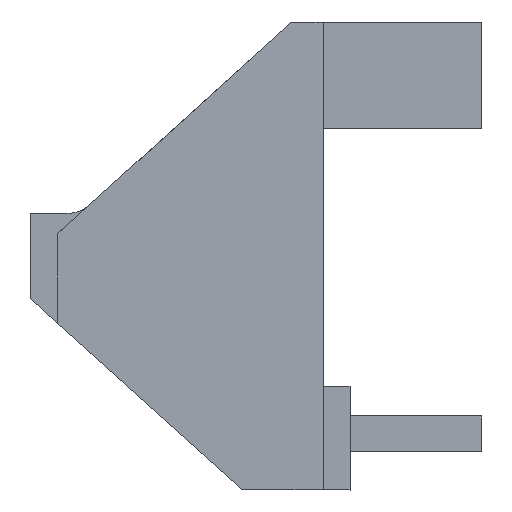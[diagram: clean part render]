
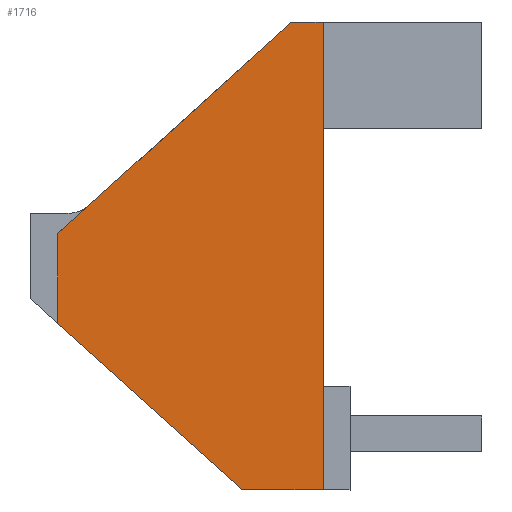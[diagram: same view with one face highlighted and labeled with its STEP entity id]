
A CAD part, front view. The second image highlights one B-rep face of the part: STEP entity #1716.
In plain terms, the highlighted planar face has unit normal (0, -1, 0).
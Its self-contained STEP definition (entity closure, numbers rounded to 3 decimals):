
#27 = VERTEX_POINT ( 'NONE', #1859 ) ;
#121 = LINE ( 'NONE', #1711, #2266 ) ;
#125 = ORIENTED_EDGE ( 'NONE', *, *, #1116, .T. ) ;
#166 = CARTESIAN_POINT ( 'NONE',  ( -162.118, -137.716, 8.9 ) ) ;
#214 = DIRECTION ( 'NONE',  ( 0., 0., 1. ) ) ;
#245 = VERTEX_POINT ( 'NONE', #166 ) ;
#289 = LINE ( 'NONE', #836, #2281 ) ;
#341 = VECTOR ( 'NONE', #2265, 1000. ) ;
#350 = ORIENTED_EDGE ( 'NONE', *, *, #2580, .T. ) ;
#383 = FACE_OUTER_BOUND ( 'NONE', #2257, .T. ) ;
#419 = EDGE_CURVE ( 'NONE', #245, #1151, #837, .T. ) ;
#422 = CARTESIAN_POINT ( 'NONE',  ( -167.297, -137.716, 13.563 ) ) ;
#434 = DIRECTION ( 'NONE',  ( 0., 0., 1. ) ) ;
#491 = ORIENTED_EDGE ( 'NONE', *, *, #1351, .F. ) ;
#567 = PLANE ( 'NONE',  #1760 ) ;
#836 = CARTESIAN_POINT ( 'NONE',  ( -159.868, -137.716, 15.662 ) ) ;
#837 = LINE ( 'NONE', #1249, #341 ) ;
#886 = EDGE_CURVE ( 'NONE', #1433, #1400, #121, .T. ) ;
#968 = VECTOR ( 'NONE', #214, 1000. ) ;
#1076 = DIRECTION ( 'NONE',  ( -0.741, 0., -0.671 ) ) ;
#1116 = EDGE_CURVE ( 'NONE', #1151, #1433, #289, .T. ) ;
#1151 = VERTEX_POINT ( 'NONE', #2448 ) ;
#1155 = CARTESIAN_POINT ( 'NONE',  ( -167.297, -137.716, 13.563 ) ) ;
#1187 = EDGE_CURVE ( 'NONE', #1400, #27, #1234, .T. ) ;
#1225 = DIRECTION ( 'NONE',  ( 0.743, 0., -0.669 ) ) ;
#1234 = LINE ( 'NONE', #2036, #2372 ) ;
#1249 = CARTESIAN_POINT ( 'NONE',  ( -160.882, -137.716, 8.9 ) ) ;
#1344 = VERTEX_POINT ( 'NONE', #1155 ) ;
#1351 = EDGE_CURVE ( 'NONE', #1344, #27, #1995, .T. ) ;
#1400 = VERTEX_POINT ( 'NONE', #2218 ) ;
#1433 = VERTEX_POINT ( 'NONE', #1781 ) ;
#1536 = VECTOR ( 'NONE', #1225, 1000. ) ;
#1554 = ORIENTED_EDGE ( 'NONE', *, *, #886, .T. ) ;
#1620 = CARTESIAN_POINT ( 'NONE',  ( -167.297, -137.716, 14.887 ) ) ;
#1699 = DIRECTION ( 'NONE',  ( 0., 0., -1. ) ) ;
#1711 = CARTESIAN_POINT ( 'NONE',  ( -160.096, -137.716, 21.997 ) ) ;
#1716 = ADVANCED_FACE ( 'NONE', ( #383 ), #567, .T. ) ;
#1760 = AXIS2_PLACEMENT_3D ( 'NONE', #2312, #2400, #1699 ) ;
#1781 = CARTESIAN_POINT ( 'NONE',  ( -159.868, -137.716, 21.997 ) ) ;
#1815 = ORIENTED_EDGE ( 'NONE', *, *, #1187, .T. ) ;
#1859 = CARTESIAN_POINT ( 'NONE',  ( -167.297, -137.716, 16.073 ) ) ;
#1995 = LINE ( 'NONE', #1620, #968 ) ;
#2036 = CARTESIAN_POINT ( 'NONE',  ( -160.751, -137.716, 21.997 ) ) ;
#2197 = LINE ( 'NONE', #422, #1536 ) ;
#2218 = CARTESIAN_POINT ( 'NONE',  ( -160.751, -137.716, 21.997 ) ) ;
#2257 = EDGE_LOOP ( 'NONE', ( #350, #2440, #125, #1554, #1815, #491 ) ) ;
#2265 = DIRECTION ( 'NONE',  ( 1., 0., 0. ) ) ;
#2266 = VECTOR ( 'NONE', #2342, 1000. ) ;
#2281 = VECTOR ( 'NONE', #434, 1000. ) ;
#2312 = CARTESIAN_POINT ( 'NONE',  ( -165.062, -137.716, 12.328 ) ) ;
#2342 = DIRECTION ( 'NONE',  ( -1., 0., 0. ) ) ;
#2372 = VECTOR ( 'NONE', #1076, 1000. ) ;
#2400 = DIRECTION ( 'NONE',  ( 0., -1., 0. ) ) ;
#2440 = ORIENTED_EDGE ( 'NONE', *, *, #419, .T. ) ;
#2448 = CARTESIAN_POINT ( 'NONE',  ( -159.868, -137.716, 8.9 ) ) ;
#2580 = EDGE_CURVE ( 'NONE', #1344, #245, #2197, .T. ) ;
